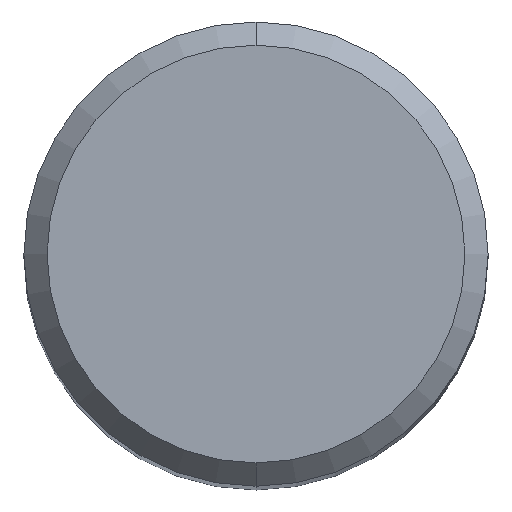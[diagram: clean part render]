
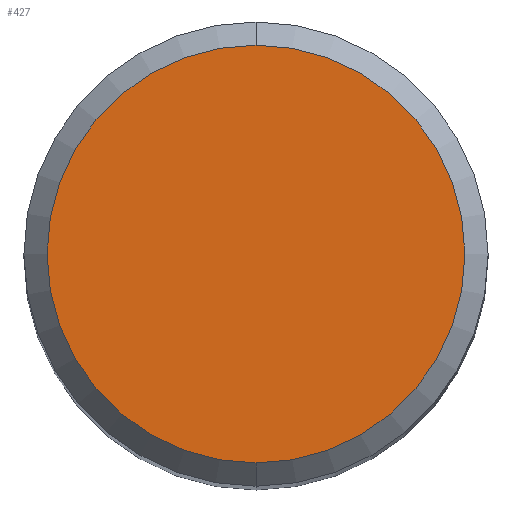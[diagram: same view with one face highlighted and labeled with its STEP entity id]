
A CAD part, top view. The second image highlights one B-rep face of the part: STEP entity #427.
In plain terms, the highlighted planar face has unit normal (0, 0, 1).
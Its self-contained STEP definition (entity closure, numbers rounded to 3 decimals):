
#427=ADVANCED_FACE('',(#1059),#1060,.T.);
#573=EDGE_CURVE('',#925,#703,#1218,.T.);
#703=VERTEX_POINT('',#1358);
#739=EDGE_CURVE('',#703,#925,#1396,.T.);
#925=VERTEX_POINT('',#1600);
#1059=FACE_OUTER_BOUND('',#3220,.T.);
#1060=PLANE('',#3221);
#1218=CIRCLE('',#5199,3.6);
#1358=CARTESIAN_POINT('',(0.,-3.6,0.0));
#1396=CIRCLE('',#7221,3.6);
#1600=CARTESIAN_POINT('',(0.0,3.6,0.0));
#3220=EDGE_LOOP('',(#9674,#9675));
#3221=AXIS2_PLACEMENT_3D('',#9676,#9677,#9678);
#5199=AXIS2_PLACEMENT_3D('',#9815,#9816,#9817);
#7221=AXIS2_PLACEMENT_3D('',#10005,#10006,#10007);
#9674=ORIENTED_EDGE('',*,*,#573,.F.);
#9675=ORIENTED_EDGE('',*,*,#739,.F.);
#9676=CARTESIAN_POINT('',(0.0,1.8,0.0));
#9677=DIRECTION('',(-0.0,0.0,1.0));
#9678=DIRECTION('',(0.0,-1.0,0.0));
#9815=CARTESIAN_POINT('',(0.0,0.0,0.0));
#9816=DIRECTION('',(0.0,0.0,-1.0));
#9817=DIRECTION('',(0.0,1.0,0.0));
#10005=CARTESIAN_POINT('',(0.0,0.0,0.0));
#10006=DIRECTION('',(0.0,0.0,-1.0));
#10007=DIRECTION('',(0.0,1.0,0.0));
